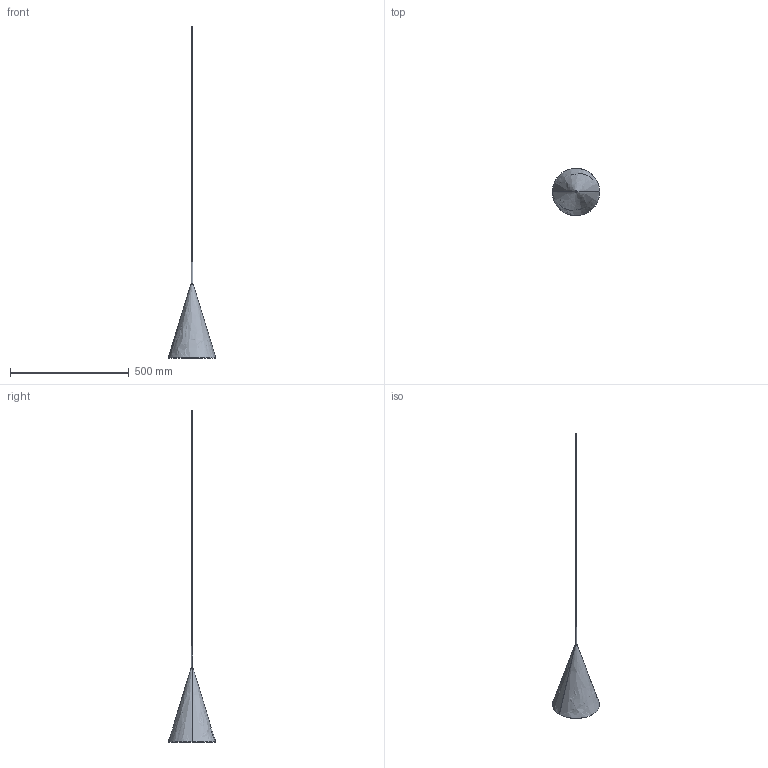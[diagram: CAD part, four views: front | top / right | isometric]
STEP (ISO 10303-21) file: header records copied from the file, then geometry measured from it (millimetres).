
FILE_DESCRIPTION(/* description */ (''),/* implementation_level */ '2;1');
FILE_NAME(/* name */ '1744.110_SAMOI',/* time_stamp */ '2023-03-14T18:17:10+01:00',/* author */ (''),/* organization */ (''),/* preprocessor_version */ 'ST-DEVELOPER v16.5',/* originating_system */ 'Rhino 7.15',/* authorisation */ '');
FILE_SCHEMA (('CONFIG_CONTROL_DESIGN'));
Length unit declared in the file: millimetre
Products named in the file (1): Document
Bounding box: 200 x 199.68 x 1397.99 mm (x, y, z)
Volume: 11791.7 mm3; surface area: 223676.5 mm2
Topology: 2 solids, 5 shells, 14 faces, 31 edges, 21 vertices
Faces by surface type: bspline 6, cylinder 4, plane 4
Entity records: 478 total; most frequent: CARTESIAN_POINT 203, ORIENTED_EDGE 46, EDGE_CURVE 28, VERTEX_POINT 19, DIRECTION 16, ADVANCED_FACE 14, FACE_OUTER_BOUND 14, EDGE_LOOP 14
